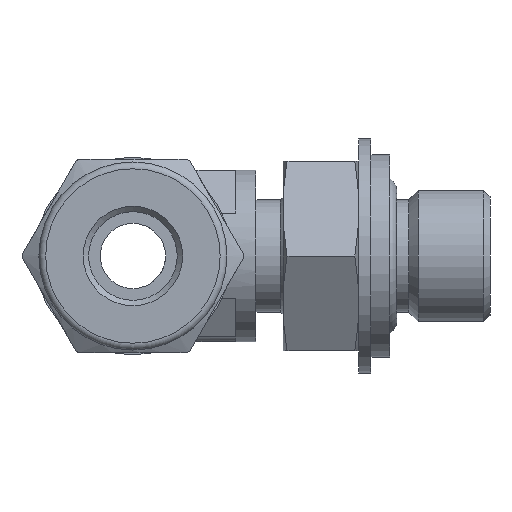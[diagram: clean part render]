
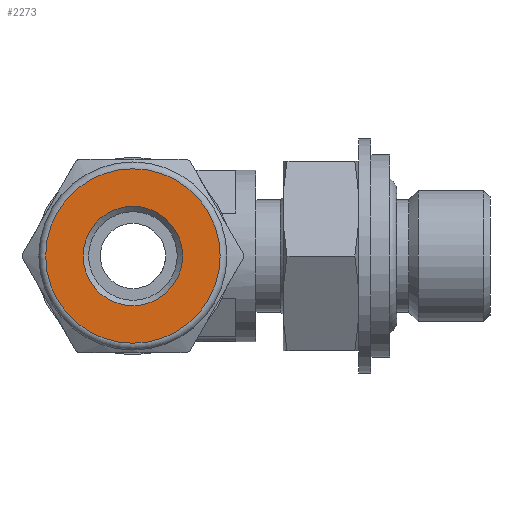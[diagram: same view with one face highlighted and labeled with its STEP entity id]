
A CAD part, left-side view. The second image highlights one B-rep face of the part: STEP entity #2273.
In plain terms, the highlighted planar face has unit normal (-1, 0, 0).
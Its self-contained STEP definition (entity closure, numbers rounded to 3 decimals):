
#48=FACE_BOUND('',#501,.T.);
#179=CIRCLE('',#2517,3.675);
#180=CIRCLE('',#2519,6.45);
#341=FACE_OUTER_BOUND('',#500,.T.);
#500=EDGE_LOOP('',(#1747));
#501=EDGE_LOOP('',(#1748));
#1014=VERTEX_POINT('',#3775);
#1015=VERTEX_POINT('',#3779);
#1277=EDGE_CURVE('',#1014,#1014,#179,.T.);
#1278=EDGE_CURVE('',#1015,#1015,#180,.T.);
#1747=ORIENTED_EDGE('',*,*,#1278,.F.);
#1748=ORIENTED_EDGE('',*,*,#1277,.T.);
#2166=PLANE('',#2518);
#2273=ADVANCED_FACE('',(#341,#48),#2166,.T.);
#2517=AXIS2_PLACEMENT_3D('',#3777,#3010,#3011);
#2518=AXIS2_PLACEMENT_3D('',#3778,#3012,#3013);
#2519=AXIS2_PLACEMENT_3D('',#3780,#3014,#3015);
#3010=DIRECTION('center_axis',(1.,0.,0.));
#3011=DIRECTION('ref_axis',(0.,0.,-1.));
#3012=DIRECTION('center_axis',(-1.,0.,0.));
#3013=DIRECTION('ref_axis',(0.,0.,1.));
#3014=DIRECTION('center_axis',(1.,0.,0.));
#3015=DIRECTION('ref_axis',(0.,0.,-1.));
#3775=CARTESIAN_POINT('',(-27.139,-3.675,0.));
#3777=CARTESIAN_POINT('Origin',(-27.139,0.,
0.));
#3778=CARTESIAN_POINT('Origin',(-27.139,6.45,0.));
#3779=CARTESIAN_POINT('',(-27.139,0.,6.45));
#3780=CARTESIAN_POINT('Origin',(-27.139,0.,
0.));
